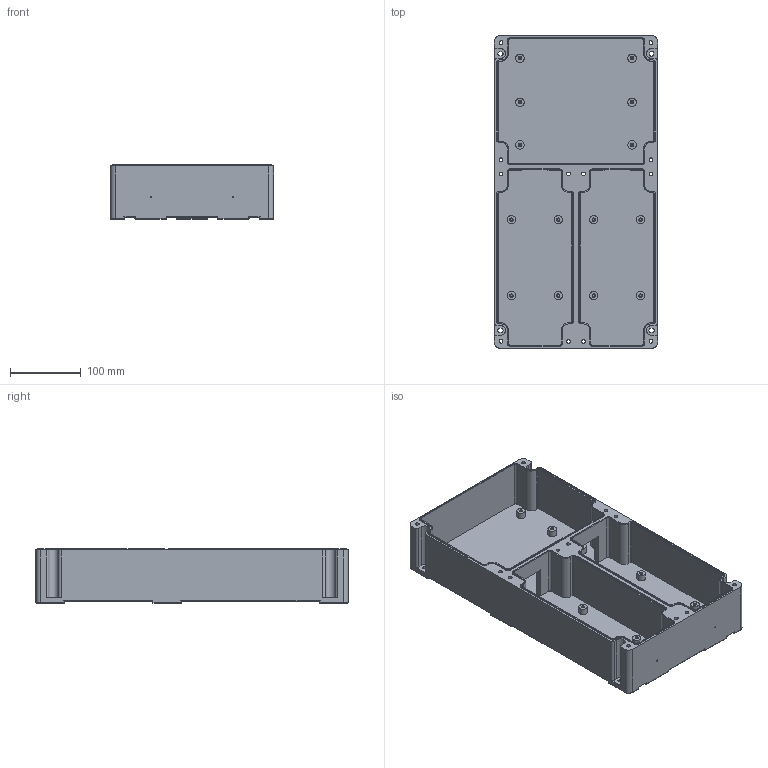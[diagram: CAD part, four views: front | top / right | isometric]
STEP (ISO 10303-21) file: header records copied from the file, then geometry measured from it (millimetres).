
FILE_DESCRIPTION(('Creo Elements/Direct Modeling STEP Export'),'2;1');
FILE_NAME('0ln7uvk5ap5qrbl3720','2021-05-18T11:43:26',(''),(''),'Creo Elements/Direct Modeling STEP processor for AP214 (Solid Model)','Creo Elements/Direct Modeling 20.1B 02-Apr-2019 (C) Parametric Technology GmbH','');
FILE_SCHEMA(('AUTOMOTIVE_DESIGN { 1 0 10303 214 1 1 1 1 }'));
Length unit declared in the file: millimetre
Products named in the file (2): 39049_scatolabaseTM2344T2
Assembly tree (1 placements, depth 2):
  39049_scatolabaseTM2344T2
    39049_scatolabaseTM2344T2
Bounding box: 230 x 440 x 76.5 mm (x, y, z)
Volume: 1565247.2 mm3; surface area: 472588 mm2
Topology: 1 solids, 1 shells, 523 faces, 1349 edges, 830 vertices
Faces by surface type: cylinder 261, plane 190, cone 36, sphere 26, torus 10
Entity records: 15167 total; most frequent: DIRECTION 2673, ORIENTED_EDGE 2630, CARTESIAN_POINT 2541, EDGE_CURVE 1315, AXIS2_PLACEMENT_3D 962, VERTEX_POINT 830, VECTOR 749, LINE 749
